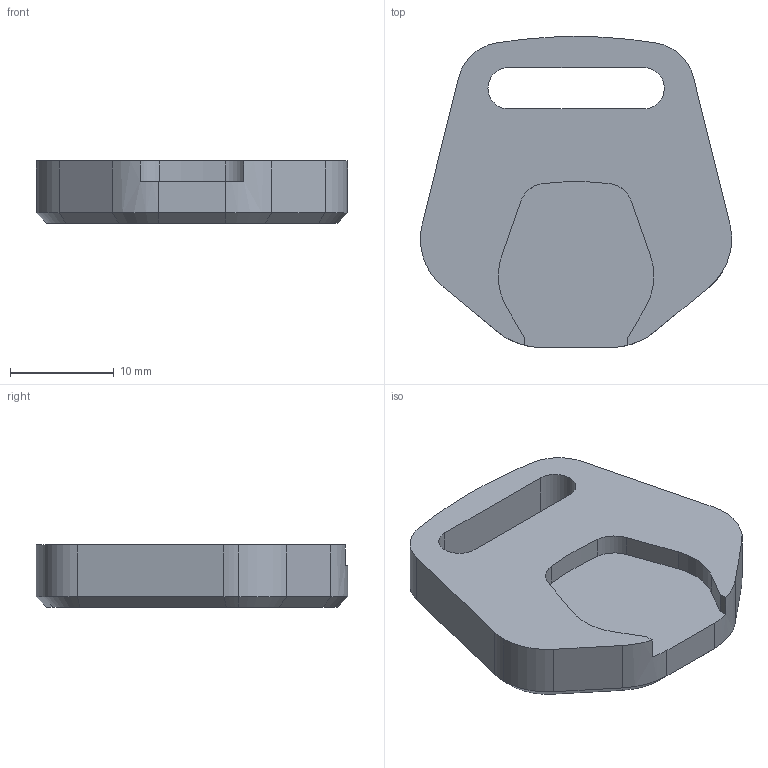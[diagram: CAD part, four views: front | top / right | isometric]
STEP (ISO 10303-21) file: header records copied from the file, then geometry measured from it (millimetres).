
FILE_DESCRIPTION (( 'STEP AP203' ), '1' );
FILE_NAME ('RWB.STEP', '2025-09-14T10:11:27', ( '' ), ( '' ), 'SwSTEP 2.0', 'SolidWorks 2023', '' );
FILE_SCHEMA (( 'CONFIG_CONTROL_DESIGN' ));
Length unit declared in the file: millimetre
Products named in the file (1): RWB
Bounding box: 29.98 x 30 x 6 mm (x, y, z)
Volume: 3457.6 mm3; surface area: 2207.7 mm2
Topology: 1 solids, 1 shells, 103 faces, 267 edges, 172 vertices
Faces by surface type: plane 61, cylinder 26, cone 12, bspline 4
Entity records: 3274 total; most frequent: CARTESIAN_POINT 642, ORIENTED_EDGE 534, DIRECTION 525, EDGE_CURVE 267, LINE 191, VECTOR 191, VERTEX_POINT 172, AXIS2_PLACEMENT_3D 167
